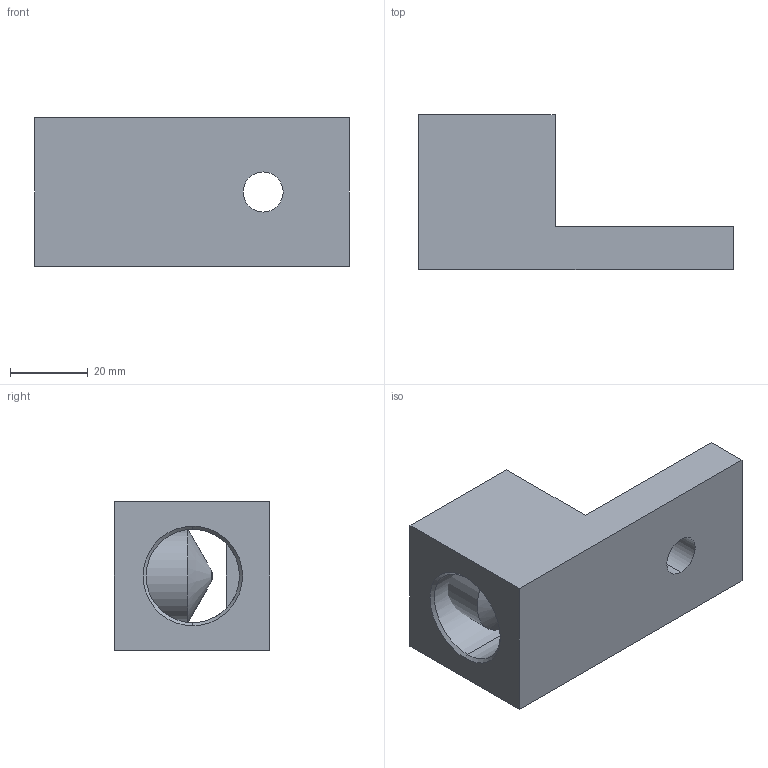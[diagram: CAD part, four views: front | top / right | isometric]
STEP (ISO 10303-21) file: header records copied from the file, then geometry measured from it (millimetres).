
FILE_DESCRIPTION (( 'STEP AP203' ), '1' );
FILE_NAME ('LA-600-1.step', '2023-11-15T15:14:07', ( '' ), ( '' ), 'SwSTEP 2.0', 'SolidWorks 2023', '' );
FILE_SCHEMA (( 'CONFIG_CONTROL_DESIGN' ));
Length unit declared in the file: inch
Products named in the file (1): LA-600-1
Bounding box: 81 x 39.91 x 38.1 mm (x, y, z)
Volume: 59471 mm3; surface area: 17776.6 mm2
Topology: 2 solids, 2 shells, 56 faces, 148 edges, 94 vertices
Faces by surface type: plane 28, cone 17, cylinder 10, bspline 1
Entity records: 1933 total; most frequent: CARTESIAN_POINT 454, DIRECTION 293, ORIENTED_EDGE 292, EDGE_CURVE 146, AXIS2_PLACEMENT_3D 105, VERTEX_POINT 94, LINE 83, VECTOR 83
